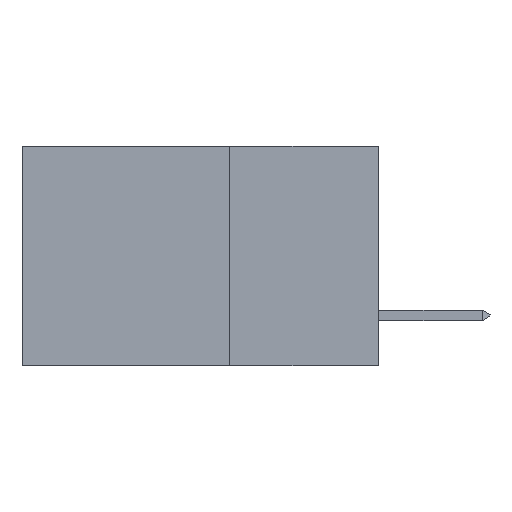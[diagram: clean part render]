
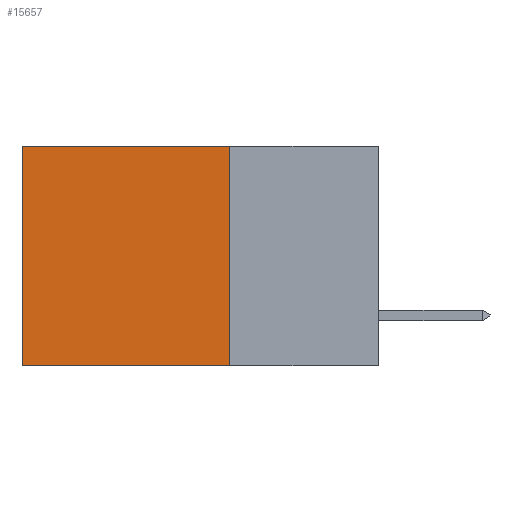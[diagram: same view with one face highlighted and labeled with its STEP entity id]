
A CAD part, left-side view. The second image highlights one B-rep face of the part: STEP entity #15657.
In plain terms, the highlighted planar face has unit normal (-1, 0, 0).
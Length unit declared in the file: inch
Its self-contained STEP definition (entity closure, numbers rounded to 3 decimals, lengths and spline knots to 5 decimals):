
#351 = EDGE_LOOP ( 'NONE', ( #6425, #7483, #10431, #8060 ) ) ;
#361 = DIRECTION ( 'NONE',  ( 0., 1., 0. ) ) ;
#1333 = CARTESIAN_POINT ( 'NONE',  ( 0.2615, 0.25, -0.37 ) ) ;
#1995 = VERTEX_POINT ( 'NONE', #2052 ) ;
#2052 = CARTESIAN_POINT ( 'NONE',  ( 0.2615, 0.6, 0. ) ) ;
#2193 = VECTOR ( 'NONE', #14477, 39.37008 ) ;
#2767 = AXIS2_PLACEMENT_3D ( 'NONE', #1333, #6243, #11297 ) ;
#3058 = CARTESIAN_POINT ( 'NONE',  ( 0.2615, 0.25, -0.37 ) ) ;
#3094 = VERTEX_POINT ( 'NONE', #11618 ) ;
#3393 = FACE_OUTER_BOUND ( 'NONE', #351, .T. ) ;
#4509 = EDGE_CURVE ( 'NONE', #3094, #12444, #14016, .T. ) ;
#5343 = CARTESIAN_POINT ( 'NONE',  ( 0.2615, 0.25, -0.37 ) ) ;
#5599 = LINE ( 'NONE', #13223, #2193 ) ;
#6243 = DIRECTION ( 'NONE',  ( 1., 0., 0. ) ) ;
#6425 = ORIENTED_EDGE ( 'NONE', *, *, #13675, .T. ) ;
#6681 = EDGE_CURVE ( 'NONE', #12444, #15914, #14129, .T. ) ;
#6735 = VECTOR ( 'NONE', #11267, 39.37008 ) ;
#7483 = ORIENTED_EDGE ( 'NONE', *, *, #6681, .F. ) ;
#7713 = CARTESIAN_POINT ( 'NONE',  ( 0.2615, 0.25, -0.37 ) ) ;
#7728 = PLANE ( 'NONE',  #2767 ) ;
#8060 = ORIENTED_EDGE ( 'NONE', *, *, #14322, .T. ) ;
#9848 = CARTESIAN_POINT ( 'NONE',  ( 0.2615, 0.25, 0. ) ) ;
#10431 = ORIENTED_EDGE ( 'NONE', *, *, #4509, .F. ) ;
#11267 = DIRECTION ( 'NONE',  ( 0., 1., 0. ) ) ;
#11297 = DIRECTION ( 'NONE',  ( 0., 0., -1. ) ) ;
#11361 = VECTOR ( 'NONE', #361, 39.37008 ) ;
#11618 = CARTESIAN_POINT ( 'NONE',  ( 0.2615, 0.25, 0. ) ) ;
#12444 = VERTEX_POINT ( 'NONE', #3058 ) ;
#12522 = DIRECTION ( 'NONE',  ( 0., 0., -1. ) ) ;
#13223 = CARTESIAN_POINT ( 'NONE',  ( 0.2615, 0.6, -0.37 ) ) ;
#13675 = EDGE_CURVE ( 'NONE', #1995, #15914, #5599, .T. ) ;
#14016 = LINE ( 'NONE', #7713, #14953 ) ;
#14129 = LINE ( 'NONE', #5343, #11361 ) ;
#14322 = EDGE_CURVE ( 'NONE', #3094, #1995, #14838, .T. ) ;
#14477 = DIRECTION ( 'NONE',  ( 0., 0., -1. ) ) ;
#14838 = LINE ( 'NONE', #9848, #6735 ) ;
#14953 = VECTOR ( 'NONE', #12522, 39.37008 ) ;
#15600 = CARTESIAN_POINT ( 'NONE',  ( 0.2615, 0.6, -0.37 ) ) ;
#15657 = ADVANCED_FACE ( 'NONE', ( #3393 ), #7728, .F. ) ;
#15914 = VERTEX_POINT ( 'NONE', #15600 ) ;
